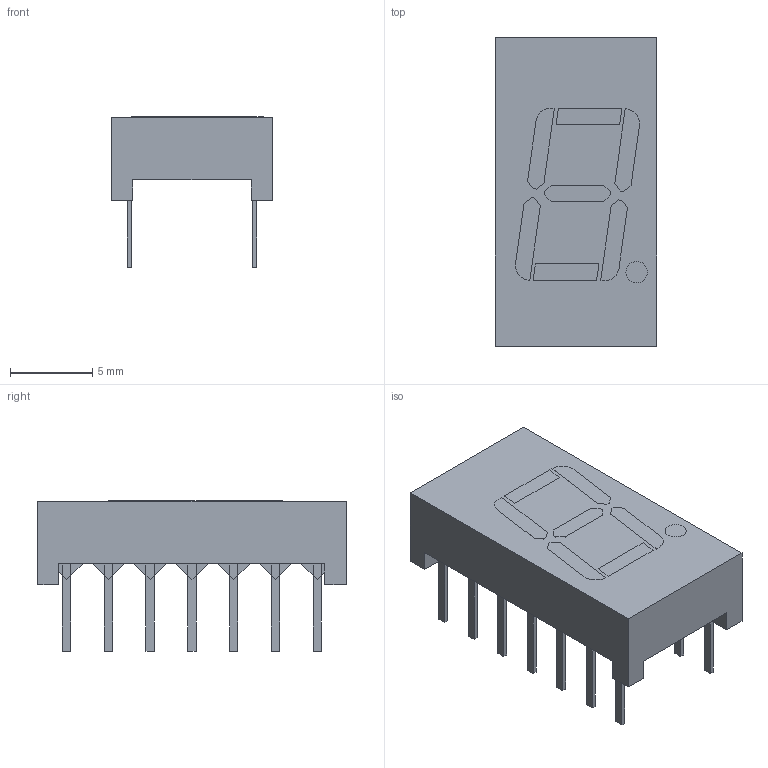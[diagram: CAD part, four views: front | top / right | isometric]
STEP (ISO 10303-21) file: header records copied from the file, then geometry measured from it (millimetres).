
FILE_DESCRIPTION(('FreeCAD Model'),'2;1');
FILE_NAME('Open CASCADE Shape Model','2023-02-19T04:11:44',(''),(''), 'Open CASCADE STEP processor 7.6','FreeCAD','Unknown');
FILE_SCHEMA(('AUTOMOTIVE_DESIGN { 1 0 10303 214 1 1 1 1 }'));
Length unit declared in the file: millimetre
Products named in the file (18): MANXXXX_A; Cut001; Legs; Leg001; Leg002; Leg003; Leg004; Leg005; Leg006; Leg007; Leg008; Leg009; Leg010; Leg011; Leg012; Leg013; Leg014; Digit001
Assembly tree (17 placements, depth 3):
  MANXXXX_A
    Cut001
    Legs
      Leg001
      Leg002
      Leg003
      Leg004
      Leg005
      Leg006
      Leg007
      Leg008
      Leg009
      Leg010
      Leg011
      Leg012
      Leg013
      Leg014
    Digit001
Bounding box: 9.8 x 18.75 x 9.16 mm (x, y, z)
Volume: 787.1 mm3; surface area: 1008 mm2
Topology: 23 solids, 23 shells, 267 faces, 627 edges, 406 vertices
Faces by surface type: plane 262, cylinder 5
Full cylindrical faces by diameter (mm): 1.3 x1
Entity records: 8034 total; most frequent: CARTESIAN_POINT 1318, ORIENTED_EDGE 1254, DIRECTION 1207, EDGE_CURVE 627, LINE 617, VECTOR 617, VERTEX_POINT 406, AXIS2_PLACEMENT_3D 295
